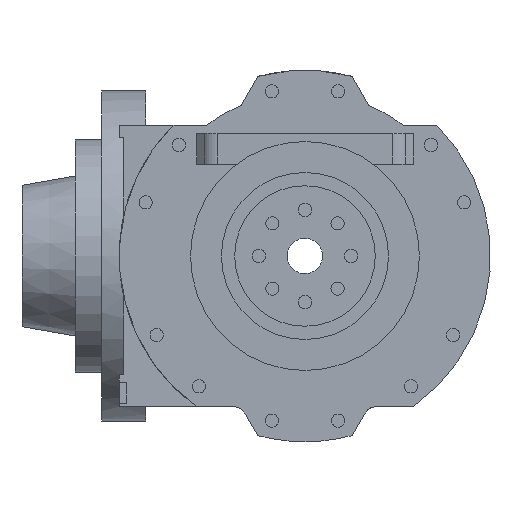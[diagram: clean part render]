
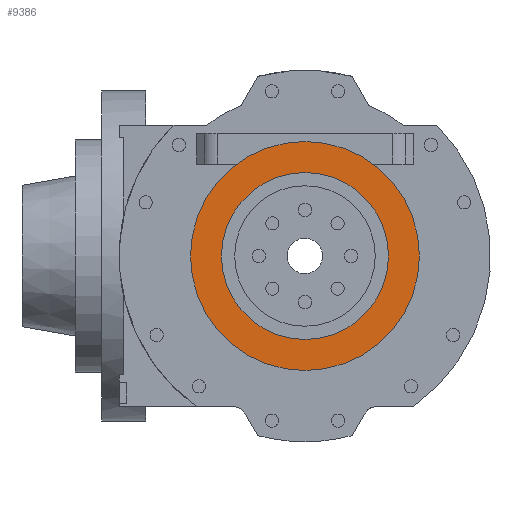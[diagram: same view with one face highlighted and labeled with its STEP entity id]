
A CAD part, left-side view. The second image highlights one B-rep face of the part: STEP entity #9386.
In plain terms, the highlighted planar face has unit normal (-1, 0, 0).
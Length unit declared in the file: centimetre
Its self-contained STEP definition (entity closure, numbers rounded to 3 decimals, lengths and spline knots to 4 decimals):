
#319 = EDGE_LOOP ( 'NONE', ( #3781, #18162 ) ) ;
#643 = ORIENTED_EDGE ( 'NONE', *, *, #17340, .T. ) ;
#1550 = DIRECTION ( 'NONE',  ( 0., -1., 0. ) ) ;
#2003 = EDGE_CURVE ( 'NONE', #6151, #14021, #18775, .T. ) ;
#2732 = DIRECTION ( 'NONE',  ( -1., 0., 0. ) ) ;
#3169 = ORIENTED_EDGE ( 'NONE', *, *, #7078, .T. ) ;
#3781 = ORIENTED_EDGE ( 'NONE', *, *, #7876, .F. ) ;
#4196 = CARTESIAN_POINT ( 'NONE',  ( -38.652, 87.05, 8.2204 ) ) ;
#4305 = DIRECTION ( 'NONE',  ( -1., 0., 0. ) ) ;
#4337 = DIRECTION ( 'NONE',  ( 0., 0., 1. ) ) ;
#4969 = CIRCLE ( 'NONE', #18954, 8.2204 ) ;
#5059 = PLANE ( 'NONE',  #19680 ) ;
#5816 = VERTEX_POINT ( 'NONE', #4196 ) ;
#6151 = VERTEX_POINT ( 'NONE', #19240 ) ;
#6286 = AXIS2_PLACEMENT_3D ( 'NONE', #13593, #10339, #13287 ) ;
#6389 = EDGE_LOOP ( 'NONE', ( #643, #3169 ) ) ;
#6573 = FACE_BOUND ( 'NONE', #319, .T. ) ;
#7078 = EDGE_CURVE ( 'NONE', #5816, #19285, #4969, .T. ) ;
#7876 = EDGE_CURVE ( 'NONE', #14021, #6151, #15058, .T. ) ;
#9103 = CARTESIAN_POINT ( 'NONE',  ( -38.652, 87.05, 5.9979 ) ) ;
#9233 = DIRECTION ( 'NONE',  ( 1., 0., 0. ) ) ;
#9386 = ADVANCED_FACE ( 'NONE', ( #6573, #19001 ), #5059, .F. ) ;
#10339 = DIRECTION ( 'NONE',  ( -1., 0., 0. ) ) ;
#10619 = CIRCLE ( 'NONE', #18756, 8.2204 ) ;
#11660 = CARTESIAN_POINT ( 'NONE',  ( -38.652, 87.05, 0. ) ) ;
#11801 = DIRECTION ( 'NONE',  ( 0., 0., -1. ) ) ;
#11902 = CARTESIAN_POINT ( 'NONE',  ( -38.652, 87.05, 0. ) ) ;
#13227 = AXIS2_PLACEMENT_3D ( 'NONE', #11902, #18118, #11801 ) ;
#13287 = DIRECTION ( 'NONE',  ( 0., 0., -1. ) ) ;
#13593 = CARTESIAN_POINT ( 'NONE',  ( -38.652, 87.05, 0. ) ) ;
#14021 = VERTEX_POINT ( 'NONE', #9103 ) ;
#15058 = CIRCLE ( 'NONE', #6286, 5.9979 ) ;
#15905 = CARTESIAN_POINT ( 'NONE',  ( -38.652, 87.05, -8.2204 ) ) ;
#16975 = CARTESIAN_POINT ( 'NONE',  ( -38.652, 87.05, 0. ) ) ;
#17340 = EDGE_CURVE ( 'NONE', #19285, #5816, #10619, .T. ) ;
#18118 = DIRECTION ( 'NONE',  ( -1., 0., 0. ) ) ;
#18162 = ORIENTED_EDGE ( 'NONE', *, *, #2003, .F. ) ;
#18548 = CARTESIAN_POINT ( 'NONE',  ( -38.652, 87.05, 0. ) ) ;
#18756 = AXIS2_PLACEMENT_3D ( 'NONE', #11660, #2732, #4337 ) ;
#18775 = CIRCLE ( 'NONE', #13227, 5.9979 ) ;
#18954 = AXIS2_PLACEMENT_3D ( 'NONE', #18548, #4305, #19766 ) ;
#19001 = FACE_OUTER_BOUND ( 'NONE', #6389, .T. ) ;
#19240 = CARTESIAN_POINT ( 'NONE',  ( -38.652, 87.05, -5.9979 ) ) ;
#19285 = VERTEX_POINT ( 'NONE', #15905 ) ;
#19680 = AXIS2_PLACEMENT_3D ( 'NONE', #16975, #9233, #1550 ) ;
#19766 = DIRECTION ( 'NONE',  ( 0., 0., 1. ) ) ;
